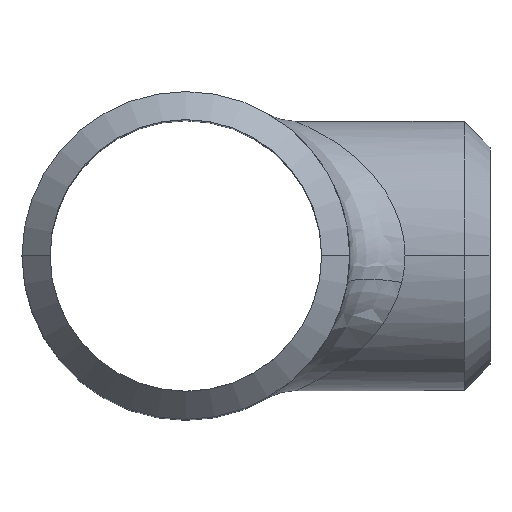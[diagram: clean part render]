
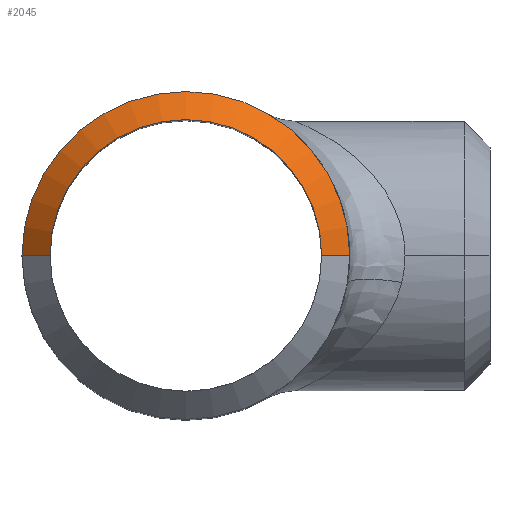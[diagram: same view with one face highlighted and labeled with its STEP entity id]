
A CAD part, top view. The second image highlights one B-rep face of the part: STEP entity #2045.
In plain terms, the highlighted conical face has half-angle 45 degrees and reference radius 36.85 mm.
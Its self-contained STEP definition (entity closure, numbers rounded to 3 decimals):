
#93 = FACE_OUTER_BOUND ( 'NONE', #2000, .T. ) ;
#140 = DIRECTION ( 'NONE',  ( 0., 0., -1. ) ) ;
#151 = VERTEX_POINT ( 'NONE', #1072 ) ;
#297 = VERTEX_POINT ( 'NONE', #1288 ) ;
#308 = CARTESIAN_POINT ( 'NONE',  ( 0., 0., 85.7 ) ) ;
#311 = CARTESIAN_POINT ( 'NONE',  ( 0., 0., 78.1 ) ) ;
#328 = EDGE_CURVE ( 'NONE', #151, #297, #344, .T. ) ;
#344 = LINE ( 'NONE', #1465, #1144 ) ;
#359 = DIRECTION ( 'NONE',  ( 1., 0., 0. ) ) ;
#549 = CARTESIAN_POINT ( 'NONE',  ( -36.85, 0., 85.7 ) ) ;
#691 = VERTEX_POINT ( 'NONE', #549 ) ;
#704 = EDGE_CURVE ( 'NONE', #151, #691, #1949, .T. ) ;
#820 = VECTOR ( 'NONE', #1058, 1000. ) ;
#822 = CONICAL_SURFACE ( 'NONE', #1123, 36.85, 0.785 ) ;
#900 = AXIS2_PLACEMENT_3D ( 'NONE', #909, #1114, #359 ) ;
#909 = CARTESIAN_POINT ( 'NONE',  ( 0., 0., 85.7 ) ) ;
#928 = AXIS2_PLACEMENT_3D ( 'NONE', #311, #140, #1816 ) ;
#1036 = DIRECTION ( 'NONE',  ( 0., 0., -1. ) ) ;
#1058 = DIRECTION ( 'NONE',  ( -0.707, 0., -0.707 ) ) ;
#1072 = CARTESIAN_POINT ( 'NONE',  ( 36.85, 0., 85.7 ) ) ;
#1114 = DIRECTION ( 'NONE',  ( 0., 0., 1. ) ) ;
#1123 = AXIS2_PLACEMENT_3D ( 'NONE', #308, #1036, #1409 ) ;
#1144 = VECTOR ( 'NONE', #1664, 1000. ) ;
#1225 = CARTESIAN_POINT ( 'NONE',  ( -36.85, 0., 85.7 ) ) ;
#1240 = ORIENTED_EDGE ( 'NONE', *, *, #1264, .F. ) ;
#1264 = EDGE_CURVE ( 'NONE', #691, #2170, #2166, .T. ) ;
#1288 = CARTESIAN_POINT ( 'NONE',  ( 44.45, 0., 78.1 ) ) ;
#1399 = ORIENTED_EDGE ( 'NONE', *, *, #1946, .F. ) ;
#1409 = DIRECTION ( 'NONE',  ( -1., 0., 0. ) ) ;
#1465 = CARTESIAN_POINT ( 'NONE',  ( 36.85, 0., 85.7 ) ) ;
#1565 = ORIENTED_EDGE ( 'NONE', *, *, #704, .F. ) ;
#1603 = ORIENTED_EDGE ( 'NONE', *, *, #328, .T. ) ;
#1664 = DIRECTION ( 'NONE',  ( 0.707, 0., -0.707 ) ) ;
#1816 = DIRECTION ( 'NONE',  ( 1., 0., 0. ) ) ;
#1946 = EDGE_CURVE ( 'NONE', #2170, #297, #1980, .T. ) ;
#1949 = CIRCLE ( 'NONE', #900, 36.85 ) ;
#1980 = CIRCLE ( 'NONE', #928, 44.45 ) ;
#2000 = EDGE_LOOP ( 'NONE', ( #1565, #1603, #1399, #1240 ) ) ;
#2045 = ADVANCED_FACE ( 'NONE', ( #93 ), #822, .T. ) ;
#2166 = LINE ( 'NONE', #1225, #820 ) ;
#2170 = VERTEX_POINT ( 'NONE', #2355 ) ;
#2355 = CARTESIAN_POINT ( 'NONE',  ( -44.45, 0., 78.1 ) ) ;
